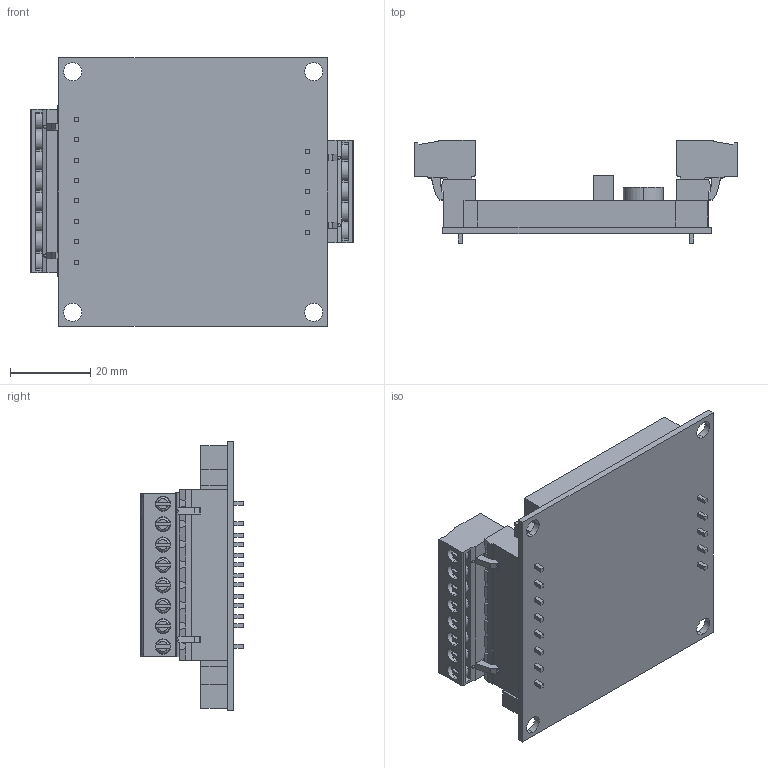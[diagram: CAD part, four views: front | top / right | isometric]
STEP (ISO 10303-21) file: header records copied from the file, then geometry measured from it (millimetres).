
FILE_DESCRIPTION (( 'STEP AP214' ), '1' );
FILE_NAME ('O2I-FLEX.STEP', '2019-02-13T09:30:58', ( '' ), ( '' ), 'SwSTEP 2.0', 'SolidWorks 2018', '' );
FILE_SCHEMA (( 'AUTOMOTIVE_DESIGN' ));
Length unit declared in the file: millimetre
Products named in the file (1): O2I-FLEX
Bounding box: 80.45 x 25.6 x 67 mm (x, y, z)
Volume: 43703.1 mm3; surface area: 23251.4 mm2
Topology: 3 solids, 3 shells, 2209 faces, 6129 edges, 4033 vertices
Faces by surface type: plane 1374, cylinder 493, bspline 342
Entity records: 113505 total; most frequent: CARTESIAN_POINT 34139, ORIENTED_EDGE 12258, DIRECTION 10354, EDGE_CURVE 6129, VECTOR 4086, LINE 4086, VERTEX_POINT 4033, AXIS2_PLACEMENT_3D 3134
